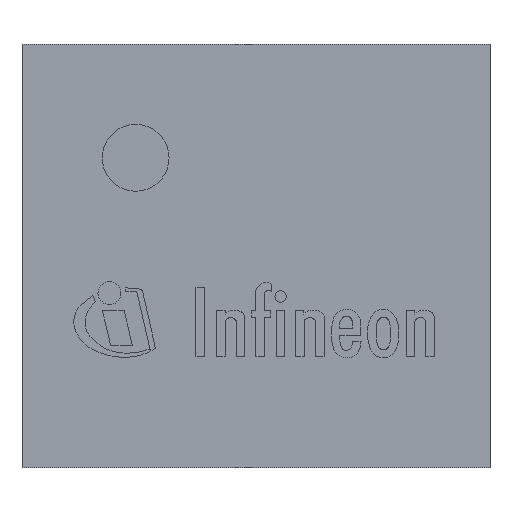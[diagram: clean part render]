
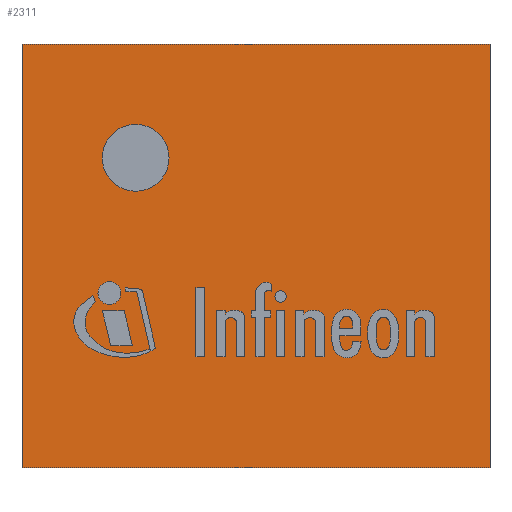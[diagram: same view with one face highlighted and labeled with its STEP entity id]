
A CAD part, top view. The second image highlights one B-rep face of the part: STEP entity #2311.
In plain terms, the highlighted planar face has unit normal (0, 0, 1).
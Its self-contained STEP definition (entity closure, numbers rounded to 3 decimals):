
#30=FACE_BOUND('',#546,.T.);
#36=CIRCLE('',#2463,0.075);
#392=FACE_OUTER_BOUND('',#545,.T.);
#545=EDGE_LOOP('',(#2023,#2024,#2025,#2026));
#546=EDGE_LOOP('',(#2027));
#713=LINE('',#4313,#873);
#716=LINE('',#4319,#876);
#719=LINE('',#4325,#879);
#722=LINE('',#4329,#882);
#873=VECTOR('',#2881,1.);
#876=VECTOR('',#2886,1.);
#879=VECTOR('',#2891,1.);
#882=VECTOR('',#2896,1.);
#1077=VERTEX_POINT('',#4302);
#1080=VERTEX_POINT('',#4310);
#1081=VERTEX_POINT('',#4312);
#1083=VERTEX_POINT('',#4318);
#1085=VERTEX_POINT('',#4324);
#1392=EDGE_CURVE('',#1077,#1077,#36,.T.);
#1395=EDGE_CURVE('',#1081,#1080,#713,.T.);
#1398=EDGE_CURVE('',#1083,#1081,#716,.T.);
#1401=EDGE_CURVE('',#1085,#1083,#719,.T.);
#1404=EDGE_CURVE('',#1080,#1085,#722,.T.);
#2023=ORIENTED_EDGE('',*,*,#1404,.T.);
#2024=ORIENTED_EDGE('',*,*,#1401,.T.);
#2025=ORIENTED_EDGE('',*,*,#1398,.T.);
#2026=ORIENTED_EDGE('',*,*,#1395,.T.);
#2027=ORIENTED_EDGE('',*,*,#1392,.T.);
#2170=PLANE('',#2470);
#2311=ADVANCED_FACE('',(#392,#30),#2170,.T.);
#2463=AXIS2_PLACEMENT_3D('',#4304,#2873,#2874);
#2470=AXIS2_PLACEMENT_3D('',#4331,#2899,#2900);
#2873=DIRECTION('center_axis',(0.,0.,-1.));
#2874=DIRECTION('ref_axis',(0.,1.,0.));
#2881=DIRECTION('',(1.,0.,0.));
#2886=DIRECTION('',(0.,-1.,0.));
#2891=DIRECTION('',(-1.,0.,0.));
#2896=DIRECTION('',(0.,1.,0.));
#2899=DIRECTION('center_axis',(0.,0.,1.));
#2900=DIRECTION('ref_axis',(0.,-1.,0.));
#4302=CARTESIAN_POINT('',(-0.27,0.145,0.415));
#4304=CARTESIAN_POINT('Origin',(-0.27,0.22,0.415));
#4310=CARTESIAN_POINT('',(0.525,-0.475,0.415));
#4312=CARTESIAN_POINT('',(-0.525,-0.475,0.415));
#4313=CARTESIAN_POINT('',(0.525,-0.475,0.415));
#4318=CARTESIAN_POINT('',(-0.525,0.475,0.415));
#4319=CARTESIAN_POINT('',(-0.525,-0.475,0.415));
#4324=CARTESIAN_POINT('',(0.525,0.475,0.415));
#4325=CARTESIAN_POINT('',(-0.525,0.475,0.415));
#4329=CARTESIAN_POINT('',(0.525,0.475,0.415));
#4331=CARTESIAN_POINT('Origin',(0.,0.,
0.415));
